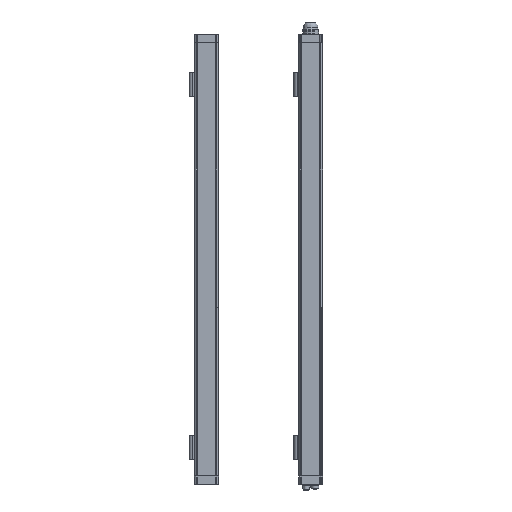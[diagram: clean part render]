
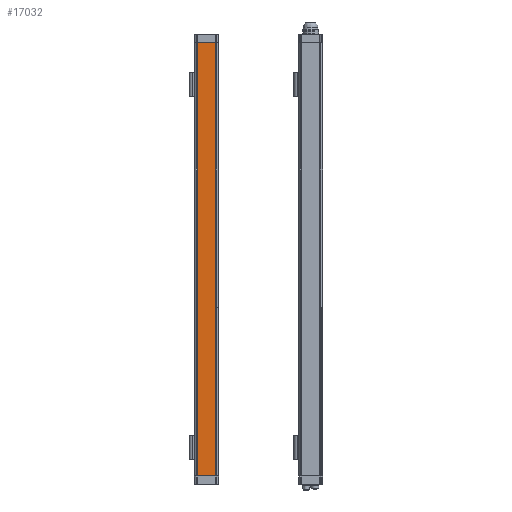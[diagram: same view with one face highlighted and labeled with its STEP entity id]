
A CAD part, left-side view. The second image highlights one B-rep face of the part: STEP entity #17032.
In plain terms, the highlighted face is planar.
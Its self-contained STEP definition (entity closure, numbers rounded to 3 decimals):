
#49 = EDGE_CURVE ( 'NONE', #9475, #18649, #16100, .T. ) ;
#369 = CARTESIAN_POINT ( 'NONE',  ( 475.392, 882.944, 377.5 ) ) ;
#3068 = LINE ( 'NONE', #21910, #19297 ) ;
#3340 = VECTOR ( 'NONE', #3637, 1000. ) ;
#3530 = VERTEX_POINT ( 'NONE', #9250 ) ;
#3637 = DIRECTION ( 'NONE',  ( 0., -1., 0. ) ) ;
#3932 = VECTOR ( 'NONE', #18272, 1000. ) ;
#4168 = CARTESIAN_POINT ( 'NONE',  ( 475.392, 882.944, 29. ) ) ;
#4362 = EDGE_CURVE ( 'NONE', #3530, #24444, #18792, .T. ) ;
#4609 = CARTESIAN_POINT ( 'NONE',  ( 475.392, 882.944, 29. ) ) ;
#6841 = VECTOR ( 'NONE', #11696, 1000. ) ;
#6930 = AXIS2_PLACEMENT_3D ( 'NONE', #4609, #12993, #15461 ) ;
#6995 = ORIENTED_EDGE ( 'NONE', *, *, #12156, .T. ) ;
#7061 = CARTESIAN_POINT ( 'NONE',  ( 475.392, 882.944, 29. ) ) ;
#7471 = CARTESIAN_POINT ( 'NONE',  ( 475.392, 882.944, 377.5 ) ) ;
#8473 = CARTESIAN_POINT ( 'NONE',  ( 475.392, 882.944, 29. ) ) ;
#9250 = CARTESIAN_POINT ( 'NONE',  ( 475.392, 920.943, 925.5 ) ) ;
#9475 = VERTEX_POINT ( 'NONE', #11193 ) ;
#9540 = EDGE_LOOP ( 'NONE', ( #18446, #12575, #23734, #25540, #17161, #6995, #16916, #13587 ) ) ;
#11189 = FACE_OUTER_BOUND ( 'NONE', #9540, .T. ) ;
#11193 = CARTESIAN_POINT ( 'NONE',  ( 475.392, 920.944, 29. ) ) ;
#11463 = CARTESIAN_POINT ( 'NONE',  ( 475.392, 882.945, 377.5 ) ) ;
#11503 = LINE ( 'NONE', #24283, #3932 ) ;
#11696 = DIRECTION ( 'NONE',  ( 0., 0., 1. ) ) ;
#12156 = EDGE_CURVE ( 'NONE', #13757, #9475, #15464, .T. ) ;
#12449 = DIRECTION ( 'NONE',  ( 0., 0., -1. ) ) ;
#12575 = ORIENTED_EDGE ( 'NONE', *, *, #4362, .T. ) ;
#12993 = DIRECTION ( 'NONE',  ( 1., 0., 0. ) ) ;
#13587 = ORIENTED_EDGE ( 'NONE', *, *, #23120, .T. ) ;
#13757 = VERTEX_POINT ( 'NONE', #8473 ) ;
#14175 = EDGE_CURVE ( 'NONE', #27126, #24829, #3068, .T. ) ;
#14591 = DIRECTION ( 'NONE',  ( 0., 0., -1. ) ) ;
#15226 = VERTEX_POINT ( 'NONE', #19818 ) ;
#15313 = CARTESIAN_POINT ( 'NONE',  ( 475.392, 920.944, 377.5 ) ) ;
#15461 = DIRECTION ( 'NONE',  ( 0., 0., -1. ) ) ;
#15464 = LINE ( 'NONE', #7061, #21756 ) ;
#15568 = VECTOR ( 'NONE', #16701, 1000. ) ;
#15655 = VECTOR ( 'NONE', #12449, 1000. ) ;
#16100 = LINE ( 'NONE', #24339, #6841 ) ;
#16701 = DIRECTION ( 'NONE',  ( 0., -1., 0. ) ) ;
#16916 = ORIENTED_EDGE ( 'NONE', *, *, #49, .T. ) ;
#17032 = ADVANCED_FACE ( 'NONE', ( #11189 ), #23702, .T. ) ;
#17161 = ORIENTED_EDGE ( 'NONE', *, *, #23280, .T. ) ;
#18272 = DIRECTION ( 'NONE',  ( 0., 0., 1. ) ) ;
#18446 = ORIENTED_EDGE ( 'NONE', *, *, #24982, .T. ) ;
#18552 = VECTOR ( 'NONE', #14591, 1000. ) ;
#18649 = VERTEX_POINT ( 'NONE', #15313 ) ;
#18792 = LINE ( 'NONE', #23013, #15568 ) ;
#19297 = VECTOR ( 'NONE', #24104, 1000. ) ;
#19818 = CARTESIAN_POINT ( 'NONE',  ( 475.392, 920.943, 377.5 ) ) ;
#19981 = EDGE_CURVE ( 'NONE', #24444, #27126, #20884, .T. ) ;
#20280 = LINE ( 'NONE', #7471, #3340 ) ;
#20371 = CARTESIAN_POINT ( 'NONE',  ( 475.392, 882.945, 925.5 ) ) ;
#20884 = LINE ( 'NONE', #26677, #18552 ) ;
#21756 = VECTOR ( 'NONE', #23841, 1000. ) ;
#21910 = CARTESIAN_POINT ( 'NONE',  ( 475.392, 882.944, 377.5 ) ) ;
#23013 = CARTESIAN_POINT ( 'NONE',  ( 475.392, 882.944, 925.5 ) ) ;
#23120 = EDGE_CURVE ( 'NONE', #18649, #15226, #20280, .T. ) ;
#23280 = EDGE_CURVE ( 'NONE', #24829, #13757, #24790, .T. ) ;
#23702 = PLANE ( 'NONE',  #6930 ) ;
#23734 = ORIENTED_EDGE ( 'NONE', *, *, #19981, .T. ) ;
#23841 = DIRECTION ( 'NONE',  ( 0., 1., 0. ) ) ;
#24104 = DIRECTION ( 'NONE',  ( 0., -1., 0. ) ) ;
#24283 = CARTESIAN_POINT ( 'NONE',  ( 475.392, 920.943, 29. ) ) ;
#24339 = CARTESIAN_POINT ( 'NONE',  ( 475.392, 920.944, 29. ) ) ;
#24444 = VERTEX_POINT ( 'NONE', #20371 ) ;
#24790 = LINE ( 'NONE', #4168, #15655 ) ;
#24829 = VERTEX_POINT ( 'NONE', #369 ) ;
#24982 = EDGE_CURVE ( 'NONE', #15226, #3530, #11503, .T. ) ;
#25540 = ORIENTED_EDGE ( 'NONE', *, *, #14175, .T. ) ;
#26677 = CARTESIAN_POINT ( 'NONE',  ( 475.392, 882.945, 29. ) ) ;
#27126 = VERTEX_POINT ( 'NONE', #11463 ) ;
